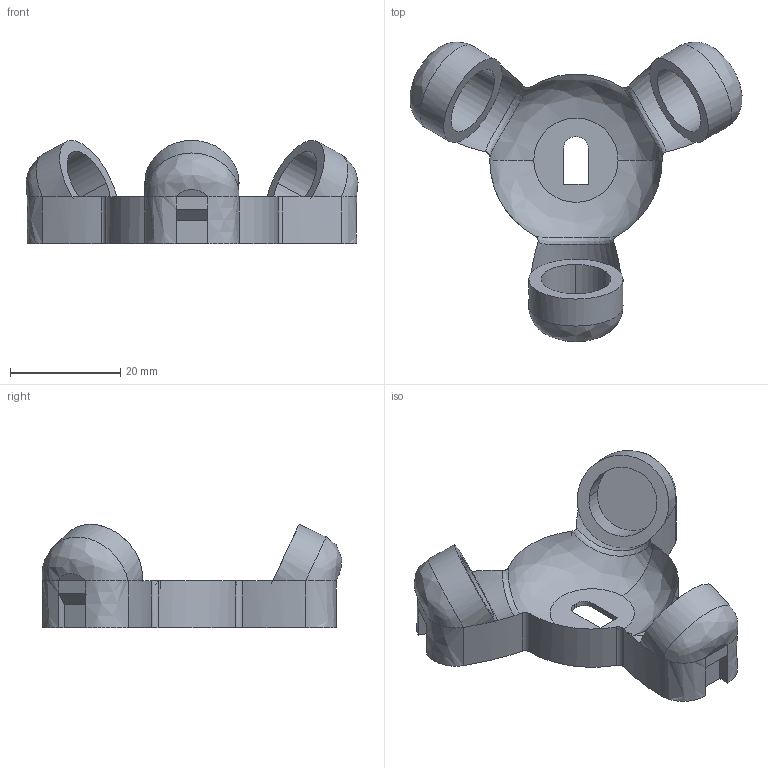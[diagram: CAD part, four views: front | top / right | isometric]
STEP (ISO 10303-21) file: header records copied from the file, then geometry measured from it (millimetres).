
FILE_DESCRIPTION(/* description */ ('STEP AP242','CAx-IF Rec.Pracs.---Representation and Presentation of Product Manufacturing Information (PMI)---4.0---2014-10-13','CAx-IF Rec.Pracs.---3D Tessellated Geometry---0.4---2014-09-14','2;1'),/* implementation_level */ '2;1');
FILE_NAME(/* name */ '67fc3ffa334241629f87eadb',/* time_stamp */ '2025-04-13T22:51:39Z',/* author */ (''),/* organization */ (''),/* preprocessor_version */ 'ST-DEVELOPER v20',/* originating_system */ 'ONSHAPE BY PTC INC, 1.196',/* authorisation */ ' ');
FILE_SCHEMA (('AP242_MANAGED_MODEL_BASED_3D_ENGINEERING_MIM_LF { 1 0 10303 442 1 1 4 }'));
Length unit declared in the file: metre
Products named in the file (1): Top-support
Bounding box: 60.25 x 54.36 x 18.72 mm (x, y, z)
Volume: 8686.1 mm3; surface area: 6929 mm2
Topology: 1 solids, 1 shells, 74 faces, 183 edges, 114 vertices
Faces by surface type: bspline 74
Entity records: 3326 total; most frequent: CARTESIAN_POINT 1834, ORIENTED_EDGE 366, DIRECTION 210, EDGE_CURVE 183, VERTEX_POINT 114, LINE 80, VECTOR 80, EDGE_LOOP 79
